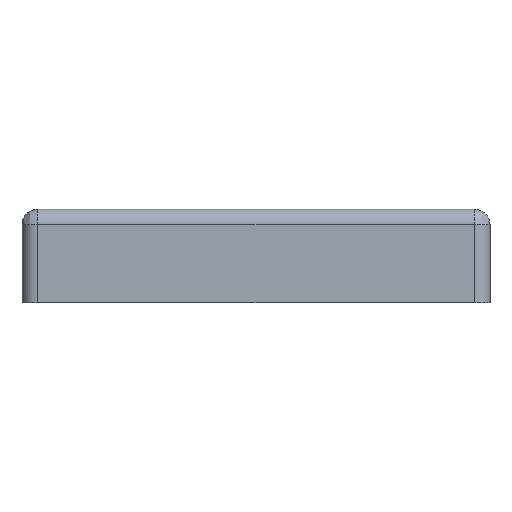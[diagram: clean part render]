
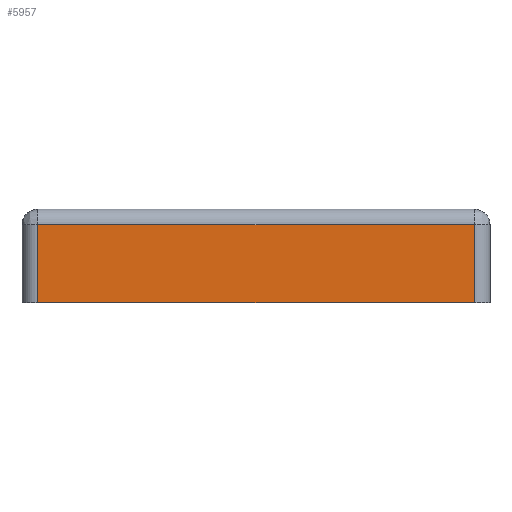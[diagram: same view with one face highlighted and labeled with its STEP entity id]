
A CAD part, front view. The second image highlights one B-rep face of the part: STEP entity #5957.
In plain terms, the highlighted planar face has unit normal (0, -1, 0).
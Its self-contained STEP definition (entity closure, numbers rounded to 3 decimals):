
#2 = CARTESIAN_POINT ( 'NONE',  ( 28., -30., 10. ) ) ;
#170 = LINE ( 'NONE', #5683, #3310 ) ;
#249 = VERTEX_POINT ( 'NONE', #3858 ) ;
#368 = DIRECTION ( 'NONE',  ( 0., 0., -1. ) ) ;
#776 = CARTESIAN_POINT ( 'NONE',  ( 28., -30., 0. ) ) ;
#780 = LINE ( 'NONE', #4908, #5187 ) ;
#967 = DIRECTION ( 'NONE',  ( 1., 0., 0. ) ) ;
#1076 = DIRECTION ( 'NONE',  ( 0., 0., 1. ) ) ;
#1173 = EDGE_CURVE ( 'NONE', #249, #1899, #1676, .T. ) ;
#1270 = VECTOR ( 'NONE', #1460, 1000. ) ;
#1372 = PLANE ( 'NONE',  #5066 ) ;
#1460 = DIRECTION ( 'NONE',  ( -1., 0., 0. ) ) ;
#1553 = FACE_OUTER_BOUND ( 'NONE', #5768, .T. ) ;
#1587 = ORIENTED_EDGE ( 'NONE', *, *, #2745, .F. ) ;
#1676 = LINE ( 'NONE', #5446, #4808 ) ;
#1855 = DIRECTION ( 'NONE',  ( 0., 0., 1. ) ) ;
#1899 = VERTEX_POINT ( 'NONE', #4354 ) ;
#2719 = LINE ( 'NONE', #3321, #1270 ) ;
#2745 = EDGE_CURVE ( 'NONE', #1899, #3138, #780, .T. ) ;
#3138 = VERTEX_POINT ( 'NONE', #2 ) ;
#3310 = VECTOR ( 'NONE', #368, 1000. ) ;
#3321 = CARTESIAN_POINT ( 'NONE',  ( -30., -30., 0. ) ) ;
#3858 = CARTESIAN_POINT ( 'NONE',  ( -28., -30., 0. ) ) ;
#4354 = CARTESIAN_POINT ( 'NONE',  ( -28., -30., 10. ) ) ;
#4448 = VERTEX_POINT ( 'NONE', #776 ) ;
#4702 = ORIENTED_EDGE ( 'NONE', *, *, #5231, .F. ) ;
#4779 = CARTESIAN_POINT ( 'NONE',  ( -30., -30., 12. ) ) ;
#4808 = VECTOR ( 'NONE', #1076, 1000. ) ;
#4908 = CARTESIAN_POINT ( 'NONE',  ( 30., -30., 10. ) ) ;
#5066 = AXIS2_PLACEMENT_3D ( 'NONE', #4779, #5200, #1855 ) ;
#5187 = VECTOR ( 'NONE', #967, 1000. ) ;
#5200 = DIRECTION ( 'NONE',  ( 0., 1., 0. ) ) ;
#5231 = EDGE_CURVE ( 'NONE', #4448, #249, #2719, .T. ) ;
#5346 = ORIENTED_EDGE ( 'NONE', *, *, #1173, .F. ) ;
#5444 = ORIENTED_EDGE ( 'NONE', *, *, #5933, .F. ) ;
#5446 = CARTESIAN_POINT ( 'NONE',  ( -28., -30., 12. ) ) ;
#5683 = CARTESIAN_POINT ( 'NONE',  ( 28., -30., 12. ) ) ;
#5768 = EDGE_LOOP ( 'NONE', ( #1587, #5346, #4702, #5444 ) ) ;
#5933 = EDGE_CURVE ( 'NONE', #3138, #4448, #170, .T. ) ;
#5957 = ADVANCED_FACE ( 'NONE', ( #1553 ), #1372, .F. ) ;
